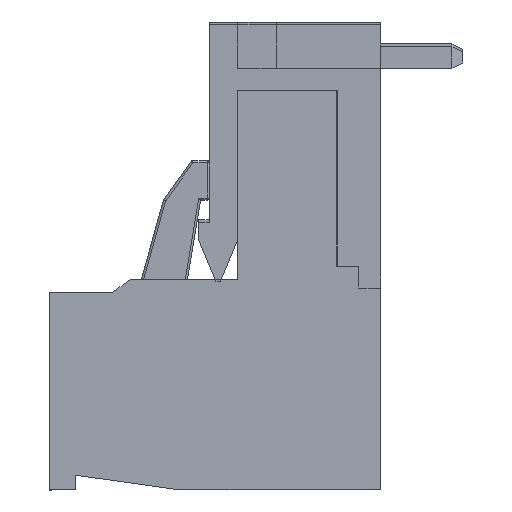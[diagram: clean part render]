
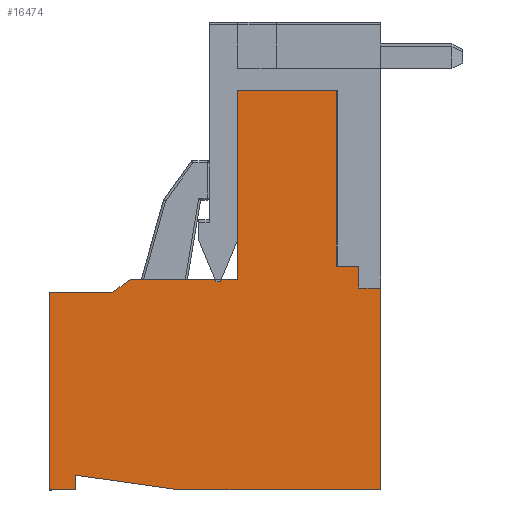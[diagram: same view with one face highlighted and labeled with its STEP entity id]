
A CAD part, left-side view. The second image highlights one B-rep face of the part: STEP entity #16474.
In plain terms, the highlighted planar face has unit normal (-1, 0, 0).
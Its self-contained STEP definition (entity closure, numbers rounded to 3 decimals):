
#237 = CARTESIAN_POINT ( 'NONE',  ( -7.5, 9.6, -3.25 ) ) ;
#764 = DIRECTION ( 'NONE',  ( 0., 0., 1. ) ) ;
#960 = LINE ( 'NONE', #8283, #1561 ) ;
#1288 = LINE ( 'NONE', #19640, #15376 ) ;
#1430 = CARTESIAN_POINT ( 'NONE',  ( -7.5, -0.6, -1.29 ) ) ;
#1561 = VECTOR ( 'NONE', #22452, 1000. ) ;
#1750 = EDGE_CURVE ( 'NONE', #6884, #14765, #960, .T. ) ;
#1936 = FACE_OUTER_BOUND ( 'NONE', #2457, .T. ) ;
#1945 = LINE ( 'NONE', #18750, #23547 ) ;
#1953 = LINE ( 'NONE', #5434, #13686 ) ;
#2009 = CARTESIAN_POINT ( 'NONE',  ( -7.5, -3.912, 2.934 ) ) ;
#2200 = DIRECTION ( 'NONE',  ( 0., -0.139, 0.99 ) ) ;
#2319 = LINE ( 'NONE', #9650, #21019 ) ;
#2436 = AXIS2_PLACEMENT_3D ( 'NONE', #7599, #20552, #11346 ) ;
#2457 = EDGE_LOOP ( 'NONE', ( #18004, #15802, #11926, #21934, #19598, #12695, #7396, #13001, #3910, #3682, #21587, #3878, #11877, #17416, #15806 ) ) ;
#2833 = LINE ( 'NONE', #8379, #5477 ) ;
#2914 = EDGE_CURVE ( 'NONE', #5455, #16694, #22340, .T. ) ;
#2956 = DIRECTION ( 'NONE',  ( 0., 1., 0. ) ) ;
#3065 = DIRECTION ( 'NONE',  ( 0., 0., -1. ) ) ;
#3356 = VERTEX_POINT ( 'NONE', #10918 ) ;
#3682 = ORIENTED_EDGE ( 'NONE', *, *, #8623, .F. ) ;
#3878 = ORIENTED_EDGE ( 'NONE', *, *, #7992, .F. ) ;
#3910 = ORIENTED_EDGE ( 'NONE', *, *, #12575, .F. ) ;
#4101 = CARTESIAN_POINT ( 'NONE',  ( -7.5, -8.6, 3.25 ) ) ;
#4250 = CARTESIAN_POINT ( 'NONE',  ( -7.5, 0., 8.15 ) ) ;
#4349 = LINE ( 'NONE', #14016, #14421 ) ;
#4796 = CARTESIAN_POINT ( 'NONE',  ( -7.5, 0.6, 8.95 ) ) ;
#5118 = LINE ( 'NONE', #16222, #5545 ) ;
#5386 = VERTEX_POINT ( 'NONE', #4101 ) ;
#5395 = CARTESIAN_POINT ( 'NONE',  ( -7.5, -0.6, -1.29 ) ) ;
#5434 = CARTESIAN_POINT ( 'NONE',  ( -7.5, 0., 3.25 ) ) ;
#5455 = VERTEX_POINT ( 'NONE', #1430 ) ;
#5477 = VECTOR ( 'NONE', #17333, 1000. ) ;
#5545 = VECTOR ( 'NONE', #19883, 1000. ) ;
#5647 = EDGE_CURVE ( 'NONE', #10453, #11207, #16612, .T. ) ;
#5690 = DIRECTION ( 'NONE',  ( 0., 0., -1. ) ) ;
#6884 = VERTEX_POINT ( 'NONE', #12787 ) ;
#7396 = ORIENTED_EDGE ( 'NONE', *, *, #20801, .F. ) ;
#7438 = LINE ( 'NONE', #9247, #19325 ) ;
#7599 = CARTESIAN_POINT ( 'NONE',  ( -7.5, 0., 0. ) ) ;
#7692 = CARTESIAN_POINT ( 'NONE',  ( -7.5, 0.6, 0. ) ) ;
#7717 = CARTESIAN_POINT ( 'NONE',  ( -7.5, 9.6, -3.25 ) ) ;
#7899 = EDGE_CURVE ( 'NONE', #5455, #3356, #2319, .T. ) ;
#7992 = EDGE_CURVE ( 'NONE', #18050, #9973, #4349, .T. ) ;
#8283 = CARTESIAN_POINT ( 'NONE',  ( -7.5, 0.4, 0. ) ) ;
#8379 = CARTESIAN_POINT ( 'NONE',  ( -7.5, 0., -2.25 ) ) ;
#8623 = EDGE_CURVE ( 'NONE', #10161, #12564, #7438, .T. ) ;
#9133 = DIRECTION ( 'NONE',  ( 0., 1., 0. ) ) ;
#9143 = CARTESIAN_POINT ( 'NONE',  ( -7.5, 0., 3.25 ) ) ;
#9247 = CARTESIAN_POINT ( 'NONE',  ( -7.5, 0., 10.65 ) ) ;
#9650 = CARTESIAN_POINT ( 'NONE',  ( -7.5, -0.6, -1.29 ) ) ;
#9728 = EDGE_CURVE ( 'NONE', #14765, #18050, #12694, .T. ) ;
#9751 = PLANE ( 'NONE',  #2436 ) ;
#9893 = CARTESIAN_POINT ( 'NONE',  ( -7.5, 9.6, 10.65 ) ) ;
#9906 = EDGE_CURVE ( 'NONE', #17696, #5386, #1953, .T. ) ;
#9973 = VERTEX_POINT ( 'NONE', #15705 ) ;
#10058 = LINE ( 'NONE', #12244, #19034 ) ;
#10161 = VERTEX_POINT ( 'NONE', #21411 ) ;
#10409 = VECTOR ( 'NONE', #12920, 1000. ) ;
#10453 = VERTEX_POINT ( 'NONE', #4796 ) ;
#10918 = CARTESIAN_POINT ( 'NONE',  ( -7.5, -0.6, -2.25 ) ) ;
#10972 = EDGE_CURVE ( 'NONE', #11207, #17696, #1288, .T. ) ;
#11207 = VERTEX_POINT ( 'NONE', #4250 ) ;
#11346 = DIRECTION ( 'NONE',  ( 0., 1., 0. ) ) ;
#11877 = ORIENTED_EDGE ( 'NONE', *, *, #9728, .F. ) ;
#11926 = ORIENTED_EDGE ( 'NONE', *, *, #18388, .F. ) ;
#12171 = CARTESIAN_POINT ( 'NONE',  ( -7.5, 0.6, 11.85 ) ) ;
#12244 = CARTESIAN_POINT ( 'NONE',  ( -7.5, -8.6, 3.25 ) ) ;
#12564 = VERTEX_POINT ( 'NONE', #9893 ) ;
#12575 = EDGE_CURVE ( 'NONE', #12564, #23391, #20808, .T. ) ;
#12694 = LINE ( 'NONE', #19527, #18314 ) ;
#12695 = ORIENTED_EDGE ( 'NONE', *, *, #5647, .F. ) ;
#12787 = CARTESIAN_POINT ( 'NONE',  ( -7.5, 0.4, -2.25 ) ) ;
#12814 = DIRECTION ( 'NONE',  ( 0., -1., 0. ) ) ;
#12920 = DIRECTION ( 'NONE',  ( 0., 0., -1. ) ) ;
#13001 = ORIENTED_EDGE ( 'NONE', *, *, #13080, .F. ) ;
#13080 = EDGE_CURVE ( 'NONE', #23391, #19271, #5118, .T. ) ;
#13686 = VECTOR ( 'NONE', #12814, 1000. ) ;
#14016 = CARTESIAN_POINT ( 'NONE',  ( -7.5, 9.6, -3.25 ) ) ;
#14421 = VECTOR ( 'NONE', #15466, 1000. ) ;
#14765 = VERTEX_POINT ( 'NONE', #21555 ) ;
#15376 = VECTOR ( 'NONE', #3065, 1000. ) ;
#15466 = DIRECTION ( 'NONE',  ( 0., 0., 1. ) ) ;
#15705 = CARTESIAN_POINT ( 'NONE',  ( -7.5, 9.6, 5.85 ) ) ;
#15802 = ORIENTED_EDGE ( 'NONE', *, *, #2914, .T. ) ;
#15806 = ORIENTED_EDGE ( 'NONE', *, *, #22634, .F. ) ;
#16140 = DIRECTION ( 'NONE',  ( 0., -0.6, -0.8 ) ) ;
#16222 = CARTESIAN_POINT ( 'NONE',  ( -7.5, 9.6, 11.85 ) ) ;
#16474 = ADVANCED_FACE ( 'NONE', ( #1936 ), #9751, .F. ) ;
#16612 = LINE ( 'NONE', #2009, #22194 ) ;
#16694 = VERTEX_POINT ( 'NONE', #17675 ) ;
#17333 = DIRECTION ( 'NONE',  ( 0., 1., 0. ) ) ;
#17416 = ORIENTED_EDGE ( 'NONE', *, *, #1750, .F. ) ;
#17675 = CARTESIAN_POINT ( 'NONE',  ( -7.5, -8.6, -1.29 ) ) ;
#17696 = VERTEX_POINT ( 'NONE', #9143 ) ;
#17796 = DIRECTION ( 'NONE',  ( 0., 0., -1. ) ) ;
#18004 = ORIENTED_EDGE ( 'NONE', *, *, #7899, .F. ) ;
#18050 = VERTEX_POINT ( 'NONE', #237 ) ;
#18314 = VECTOR ( 'NONE', #2956, 1000. ) ;
#18388 = EDGE_CURVE ( 'NONE', #5386, #16694, #10058, .T. ) ;
#18750 = CARTESIAN_POINT ( 'NONE',  ( -7.5, 10.22, 1.436 ) ) ;
#18826 = LINE ( 'NONE', #7692, #10409 ) ;
#19034 = VECTOR ( 'NONE', #17796, 1000. ) ;
#19103 = VECTOR ( 'NONE', #764, 1000. ) ;
#19271 = VERTEX_POINT ( 'NONE', #12171 ) ;
#19325 = VECTOR ( 'NONE', #9133, 1000. ) ;
#19433 = CARTESIAN_POINT ( 'NONE',  ( -7.5, 9.6, 11.85 ) ) ;
#19527 = CARTESIAN_POINT ( 'NONE',  ( -7.5, -8.6, -3.25 ) ) ;
#19598 = ORIENTED_EDGE ( 'NONE', *, *, #10972, .F. ) ;
#19640 = CARTESIAN_POINT ( 'NONE',  ( -7.5, 0., 11.85 ) ) ;
#19849 = VECTOR ( 'NONE', #20527, 1000. ) ;
#19883 = DIRECTION ( 'NONE',  ( 0., -1., 0. ) ) ;
#20321 = EDGE_CURVE ( 'NONE', #9973, #10161, #1945, .T. ) ;
#20527 = DIRECTION ( 'NONE',  ( 0., -1., 0. ) ) ;
#20552 = DIRECTION ( 'NONE',  ( 1., 0., 0. ) ) ;
#20801 = EDGE_CURVE ( 'NONE', #19271, #10453, #18826, .T. ) ;
#20808 = LINE ( 'NONE', #7717, #19103 ) ;
#21019 = VECTOR ( 'NONE', #5690, 1000. ) ;
#21411 = CARTESIAN_POINT ( 'NONE',  ( -7.5, 8.925, 10.65 ) ) ;
#21555 = CARTESIAN_POINT ( 'NONE',  ( -7.5, 0.4, -3.25 ) ) ;
#21587 = ORIENTED_EDGE ( 'NONE', *, *, #20321, .F. ) ;
#21934 = ORIENTED_EDGE ( 'NONE', *, *, #9906, .F. ) ;
#22194 = VECTOR ( 'NONE', #16140, 1000. ) ;
#22340 = LINE ( 'NONE', #5395, #19849 ) ;
#22452 = DIRECTION ( 'NONE',  ( 0., 0., -1. ) ) ;
#22634 = EDGE_CURVE ( 'NONE', #3356, #6884, #2833, .T. ) ;
#23391 = VERTEX_POINT ( 'NONE', #19433 ) ;
#23547 = VECTOR ( 'NONE', #2200, 1000. ) ;
